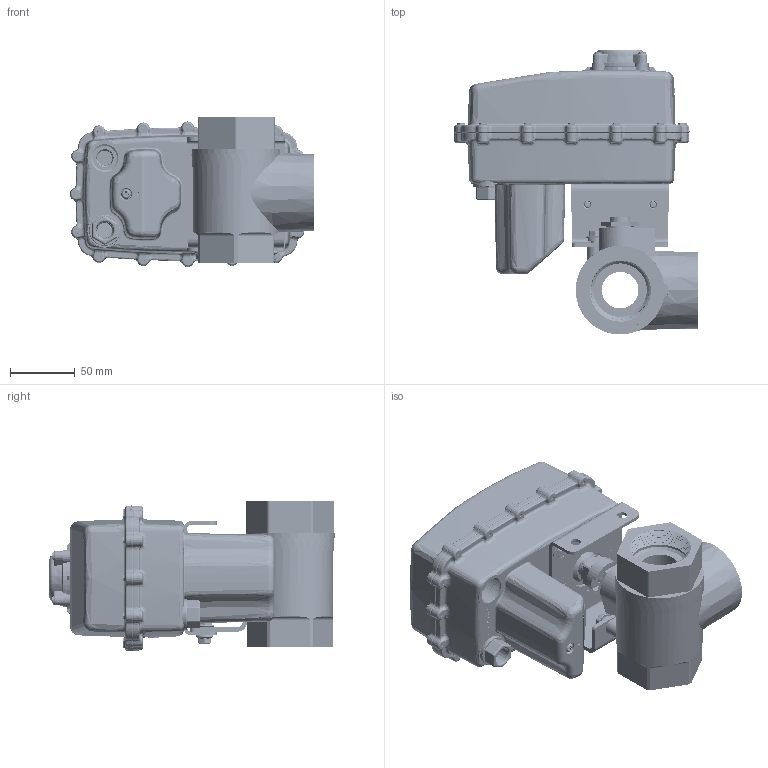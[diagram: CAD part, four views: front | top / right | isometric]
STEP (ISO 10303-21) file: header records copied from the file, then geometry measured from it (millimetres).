
FILE_DESCRIPTION (( 'STEP AP203' ), '1' );
FILE_NAME ('78H22-10DW0-P3U.STEP', '2020-08-25T14:22:09', ( '' ), ( '' ), 'SwSTEP 2.0', 'SolidWorks 2019', '' );
FILE_SCHEMA (( 'CONFIG_CONTROL_DESIGN' ));
Length unit declared in the file: inch
Products named in the file (31): 208-0034; 450-0010_450-0010; 205-0015; 78H22; EHPT-78H_GLAND_NUT; 398-0229; eh-157; 100204; 500-0004; EHPT-78H_BODY; 405-0023; 450-0006; EHPT-78H_STEM; 405-0028; EHPT-152; 498-2101; 103-0001; ehpt-161-l; eh-502; 105-0072; EHPT-78H; 10DW0-P3U_ERP; 100-0041; EHPT-78H_RETAINER; 100-0011; 100-0037; 450-0004; 450-0005_450-0005; 78H22-10DW0-P3U; 101-0002; 405-0027
Assembly tree (60 placements, depth 4):
  78H22-10DW0-P3U
    78H22
      EHPT-78H
        EHPT-78H_BODY
        EHPT-78H_STEM
        EHPT-78H_GLAND_NUT
        EHPT-78H_RETAINER
      ehpt-161-l
      EHPT-152  x2
      100-0011  x2
      208-0034
      500-0004
    10DW0-P3U_ERP
      498-2101
        405-0023
        405-0028
        450-0004
        100-0041  x4
        205-0015  x4
        103-0001
        eh-157
        100-0037  x20
        eh-502
      105-0072
      450-0010_450-0010
        450-0005_450-0005
        450-0006
      398-0229
        405-0027
    100204  x2
    101-0002  x2
    eh-502
Bounding box: 189.07 x 220.34 x 115.91 mm (x, y, z)
Volume: 610700.9 mm3; surface area: 335397 mm2
Topology: 54 solids, 54 shells, 8224 faces, 21383 edges, 13345 vertices
Faces by surface type: cylinder 1889, plane 1813, bspline 1802, torus 1355, cone 1263, sphere 102
Entity records: 291959 total; most frequent: CARTESIAN_POINT 158910, ORIENTED_EDGE 29860, DIRECTION 23655, EDGE_CURVE 14930, AXIS2_PLACEMENT_3D 9597, VERTEX_POINT 9313, EDGE_LOOP 6085, FACE_OUTER_BOUND 5801
